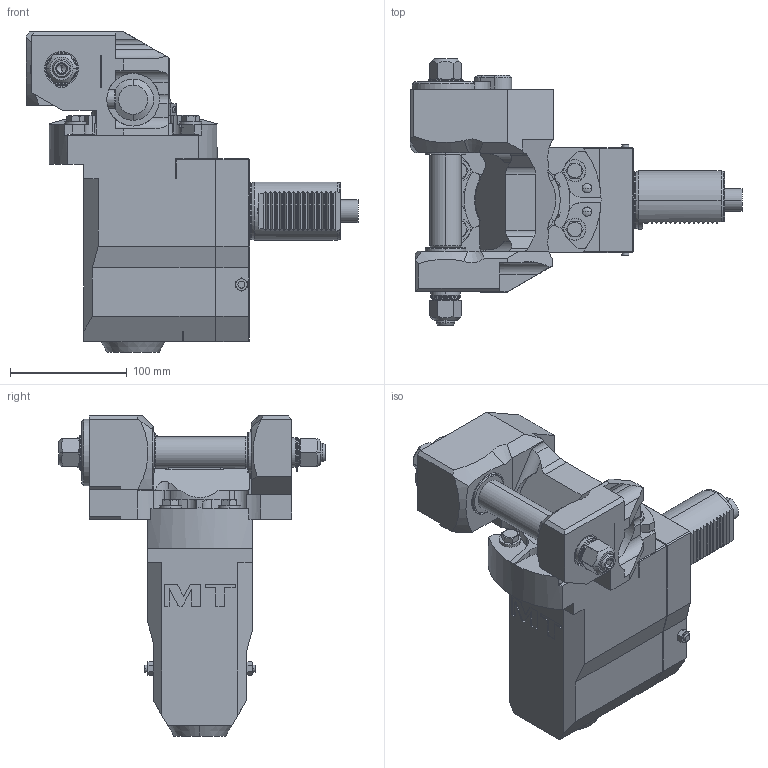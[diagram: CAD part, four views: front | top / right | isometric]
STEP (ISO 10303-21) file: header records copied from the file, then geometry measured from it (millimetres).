
FILE_DESCRIPTION((''),'2;1');
FILE_NAME('SAU0371110_CONF','2025-01-10T16:05:16',('fpalella'),('M.T. srl'),'CREO PARAMETRIC BY PTC INC, 2023352','CREO PARAMETRIC BY PTC INC, 2023352','');
FILE_SCHEMA(('CONFIG_CONTROL_DESIGN'));
Length unit declared in the file: millimetre
Products named in the file (1): SAU0371110_CONF
Bounding box: 284.94 x 228.5 x 274.92 mm (x, y, z)
Volume: 3342356.5 mm3; surface area: 244789.4 mm2
Topology: 1 solids, 1 shells, 779 faces, 2036 edges, 1287 vertices
Faces by surface type: plane 386, cylinder 248, cone 116, torus 15, bspline 8, sphere 4, extrusion 2
Entity records: 26263 total; most frequent: CARTESIAN_POINT 7246, ORIENTED_EDGE 4020, DIRECTION 3901, EDGE_CURVE 2010, AXIS2_PLACEMENT_3D 1428, VERTEX_POINT 1287, VECTOR 1045, LINE 1043
